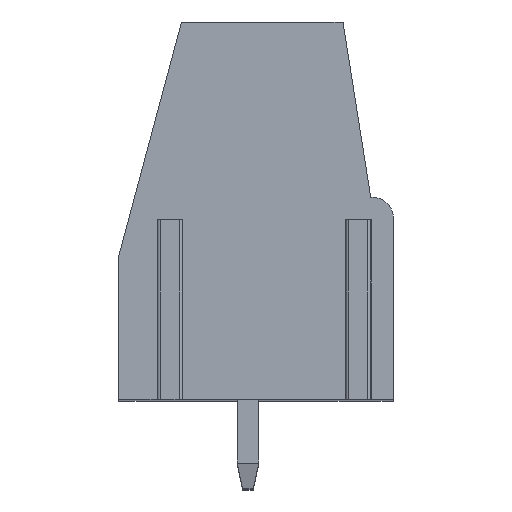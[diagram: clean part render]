
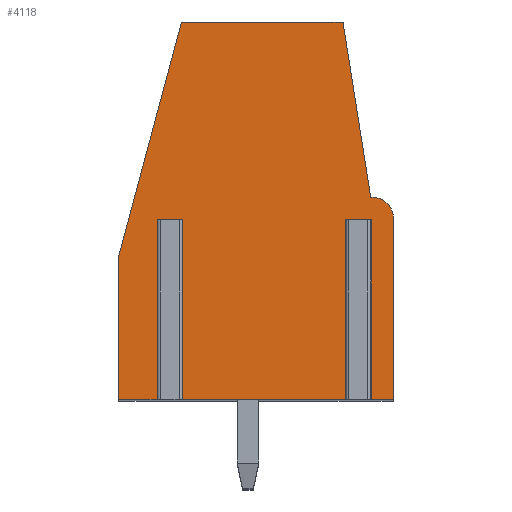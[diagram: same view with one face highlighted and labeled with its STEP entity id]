
A CAD part, top view. The second image highlights one B-rep face of the part: STEP entity #4118.
In plain terms, the highlighted planar face has unit normal (0, 0, 1).
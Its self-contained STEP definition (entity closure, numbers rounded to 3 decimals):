
#708=DIRECTION('',(1.,0.,0.));
#709=VECTOR('',#708,0.57);
#710=CARTESIAN_POINT('',(-3.485,-0.35,2.5));
#711=LINE('',#710,#709);
#712=DIRECTION('',(0.,1.,0.));
#713=VECTOR('',#712,6.65);
#714=CARTESIAN_POINT('',(-3.485,-7.,2.5));
#715=LINE('',#714,#713);
#716=DIRECTION('',(1.,0.,0.));
#717=VECTOR('',#716,1.615);
#718=CARTESIAN_POINT('',(-5.1,-7.,2.5));
#719=LINE('',#718,#717);
#720=DIRECTION('',(0.,-1.,0.));
#721=VECTOR('',#720,5.3);
#722=CARTESIAN_POINT('',(-5.1,-1.7,2.5));
#723=LINE('',#722,#721);
#724=DIRECTION('',(-0.259,-0.966,0.));
#725=VECTOR('',#724,9.007);
#726=CARTESIAN_POINT('',(-2.769,7.,2.5));
#727=LINE('',#726,#725);
#728=DIRECTION('',(-1.,0.,0.));
#729=VECTOR('',#728,6.);
#730=CARTESIAN_POINT('',(3.231,7.,2.5));
#731=LINE('',#730,#729);
#732=DIRECTION('',(-0.156,0.988,0.));
#733=VECTOR('',#732,6.581);
#734=CARTESIAN_POINT('',(4.261,0.5,2.5));
#735=LINE('',#734,#733);
#736=DIRECTION('',(-1.,0.,0.));
#737=VECTOR('',#736,0.039);
#738=CARTESIAN_POINT('',(4.3,0.5,2.5));
#739=LINE('',#738,#737);
#740=CARTESIAN_POINT('',(4.3,-0.3,2.5));
#741=DIRECTION('',(0.,0.,1.));
#742=DIRECTION('',(1.,0.,0.));
#743=AXIS2_PLACEMENT_3D('',#740,#741,#742);
#745=DIRECTION('',(0.,1.,0.));
#746=VECTOR('',#745,6.7);
#747=CARTESIAN_POINT('',(5.1,-7.,2.5));
#748=LINE('',#747,#746);
#749=DIRECTION('',(1.,0.,0.));
#750=VECTOR('',#749,1.015);
#751=CARTESIAN_POINT('',(4.085,-7.,2.5));
#752=LINE('',#751,#750);
#753=DIRECTION('',(0.,1.,0.));
#754=VECTOR('',#753,6.65);
#755=CARTESIAN_POINT('',(4.085,-7.,2.5));
#756=LINE('',#755,#754);
#757=DIRECTION('',(1.,0.,0.));
#758=VECTOR('',#757,0.57);
#759=CARTESIAN_POINT('',(3.515,-0.35,2.5));
#760=LINE('',#759,#758);
#761=DIRECTION('',(0.,1.,0.));
#762=VECTOR('',#761,6.65);
#763=CARTESIAN_POINT('',(3.515,-7.,2.5));
#764=LINE('',#763,#762);
#765=DIRECTION('',(1.,0.,0.));
#766=VECTOR('',#765,6.43);
#767=CARTESIAN_POINT('',(-2.915,-7.,2.5));
#768=LINE('',#767,#766);
#769=DIRECTION('',(0.,1.,0.));
#770=VECTOR('',#769,6.65);
#771=CARTESIAN_POINT('',(-2.915,-7.,2.5));
#772=LINE('',#771,#770);
#2647=CARTESIAN_POINT('',(-2.769,7.,2.5));
#2648=CARTESIAN_POINT('',(-5.1,-1.7,2.5));
#2649=VERTEX_POINT('',#2647);
#2650=VERTEX_POINT('',#2648);
#2651=CARTESIAN_POINT('',(-5.1,-7.,2.5));
#2652=VERTEX_POINT('',#2651);
#2653=CARTESIAN_POINT('',(5.1,-7.,2.5));
#2654=CARTESIAN_POINT('',(5.1,-0.3,2.5));
#2655=VERTEX_POINT('',#2653);
#2656=VERTEX_POINT('',#2654);
#2657=CARTESIAN_POINT('',(4.3,0.5,2.5));
#2658=VERTEX_POINT('',#2657);
#2659=CARTESIAN_POINT('',(4.261,0.5,2.5));
#2660=VERTEX_POINT('',#2659);
#2661=CARTESIAN_POINT('',(3.231,7.,2.5));
#2662=VERTEX_POINT('',#2661);
#2743=CARTESIAN_POINT('',(-3.485,-0.35,2.5));
#2744=CARTESIAN_POINT('',(-2.915,-0.35,2.5));
#2745=VERTEX_POINT('',#2743);
#2746=VERTEX_POINT('',#2744);
#2747=CARTESIAN_POINT('',(3.515,-0.35,2.5));
#2748=CARTESIAN_POINT('',(4.085,-0.35,2.5));
#2749=VERTEX_POINT('',#2747);
#2750=VERTEX_POINT('',#2748);
#2751=CARTESIAN_POINT('',(-2.915,-7.,2.5));
#2752=VERTEX_POINT('',#2751);
#2753=CARTESIAN_POINT('',(-3.485,-7.,2.5));
#2754=VERTEX_POINT('',#2753);
#2755=CARTESIAN_POINT('',(4.085,-7.,2.5));
#2756=VERTEX_POINT('',#2755);
#2757=CARTESIAN_POINT('',(3.515,-7.,2.5));
#2758=VERTEX_POINT('',#2757);
#4089=CARTESIAN_POINT('',(0.,0.,2.5));
#4090=DIRECTION('',(0.,0.,1.));
#4091=DIRECTION('',(1.,0.,0.));
#4092=AXIS2_PLACEMENT_3D('',#4089,#4090,#4091);
#4093=PLANE('',#4092);
#4095=ORIENTED_EDGE('',*,*,#4094,.F.);
#4097=ORIENTED_EDGE('',*,*,#4096,.F.);
#4098=ORIENTED_EDGE('',*,*,#3585,.F.);
#4099=ORIENTED_EDGE('',*,*,#3856,.F.);
#4100=ORIENTED_EDGE('',*,*,#3870,.F.);
#4101=ORIENTED_EDGE('',*,*,#3884,.F.);
#4102=ORIENTED_EDGE('',*,*,#3952,.F.);
#4103=ORIENTED_EDGE('',*,*,#3966,.F.);
#4104=ORIENTED_EDGE('',*,*,#3980,.F.);
#4105=ORIENTED_EDGE('',*,*,#3993,.F.);
#4106=ORIENTED_EDGE('',*,*,#3609,.F.);
#4108=ORIENTED_EDGE('',*,*,#4107,.T.);
#4110=ORIENTED_EDGE('',*,*,#4109,.F.);
#4112=ORIENTED_EDGE('',*,*,#4111,.F.);
#4113=ORIENTED_EDGE('',*,*,#3597,.F.);
#4115=ORIENTED_EDGE('',*,*,#4114,.T.);
#4116=EDGE_LOOP('',(#4095,#4097,#4098,#4099,#4100,#4101,#4102,#4103,#4104,#4105,
#4106,#4108,#4110,#4112,#4113,#4115));
#4117=FACE_OUTER_BOUND('',#4116,.F.);
#744=CIRCLE('',#743,0.8);
#3585=EDGE_CURVE('',#2652,#2754,#719,.T.);
#3597=EDGE_CURVE('',#2752,#2758,#768,.T.);
#3609=EDGE_CURVE('',#2756,#2655,#752,.T.);
#3856=EDGE_CURVE('',#2650,#2652,#723,.T.);
#3870=EDGE_CURVE('',#2649,#2650,#727,.T.);
#3884=EDGE_CURVE('',#2662,#2649,#731,.T.);
#3952=EDGE_CURVE('',#2660,#2662,#735,.T.);
#3966=EDGE_CURVE('',#2658,#2660,#739,.T.);
#3980=EDGE_CURVE('',#2656,#2658,#744,.T.);
#3993=EDGE_CURVE('',#2655,#2656,#748,.T.);
#4094=EDGE_CURVE('',#2745,#2746,#711,.T.);
#4096=EDGE_CURVE('',#2754,#2745,#715,.T.);
#4107=EDGE_CURVE('',#2756,#2750,#756,.T.);
#4109=EDGE_CURVE('',#2749,#2750,#760,.T.);
#4111=EDGE_CURVE('',#2758,#2749,#764,.T.);
#4114=EDGE_CURVE('',#2752,#2746,#772,.T.);
#4118=ADVANCED_FACE('',(#4117),#4093,.T.);
